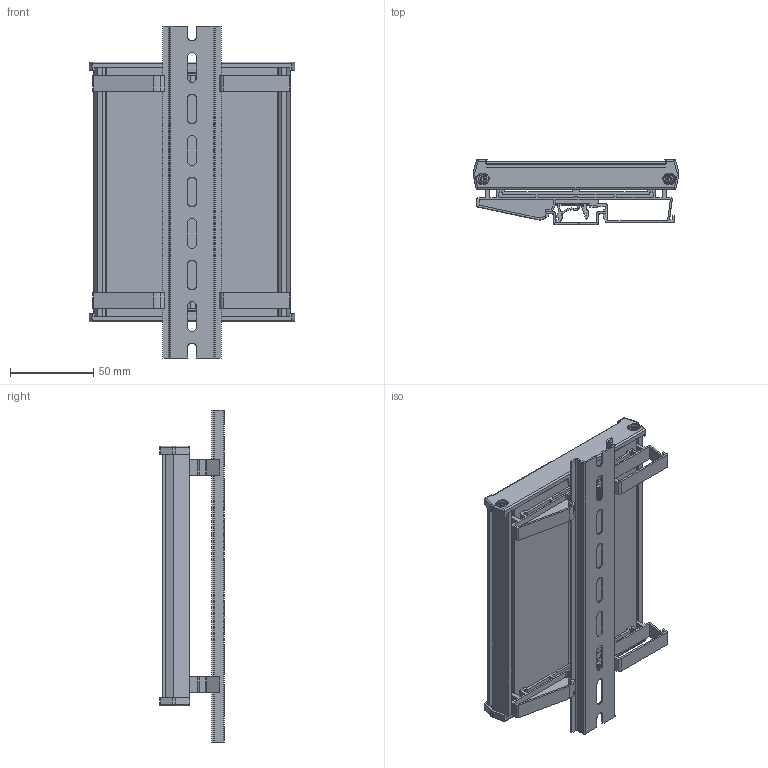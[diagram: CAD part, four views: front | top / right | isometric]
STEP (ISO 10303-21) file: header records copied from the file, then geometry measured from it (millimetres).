
FILE_DESCRIPTION (( 'STEP AP214' ), '1' );
FILE_NAME ('PHCR-150.STEP', '2022-01-24T11:20:58', ( '' ), ( '' ), 'SwSTEP 2.0', 'SolidWorks 2017', '' );
FILE_SCHEMA (( 'AUTOMOTIVE_DESIGN' ));
Length unit declared in the file: millimetre
Products named in the file (18): End Piece_Big; Mounting Foot_Big; PHCR-150; Side Screw; Rail-150; Profile - 108; Rail-150_Rail Length - 150; PCB-108_PCB-150; PCB-108; Profile - 108_Profile-150
Assembly tree (11 placements, depth 2):
  End Piece_Big
  Mounting Foot_Big
  PHCR-150
    Profile - 108_Profile-150
    End Piece_Big  x2
    PCB-108_PCB-150
    Mounting Foot_Big  x2
    Side Screw  x4
    Rail-150_Rail Length - 150
  Side Screw
  Rail-150
Bounding box: 123.8 x 39 x 200 mm (x, y, z)
Volume: 102815.8 mm3; surface area: 146045.5 mm2
Topology: 15 solids, 15 shells, 1232 faces, 3420 edges, 2220 vertices
Faces by surface type: plane 754, cylinder 386, torus 42, bspline 20, cone 20, sphere 10
Entity records: 26449 total; most frequent: CARTESIAN_POINT 4085, ORIENTED_EDGE 3738, DIRECTION 3607, EDGE_CURVE 1869, LINE 1397, VECTOR 1397, VERTEX_POINT 1223, AXIS2_PLACEMENT_3D 1105
